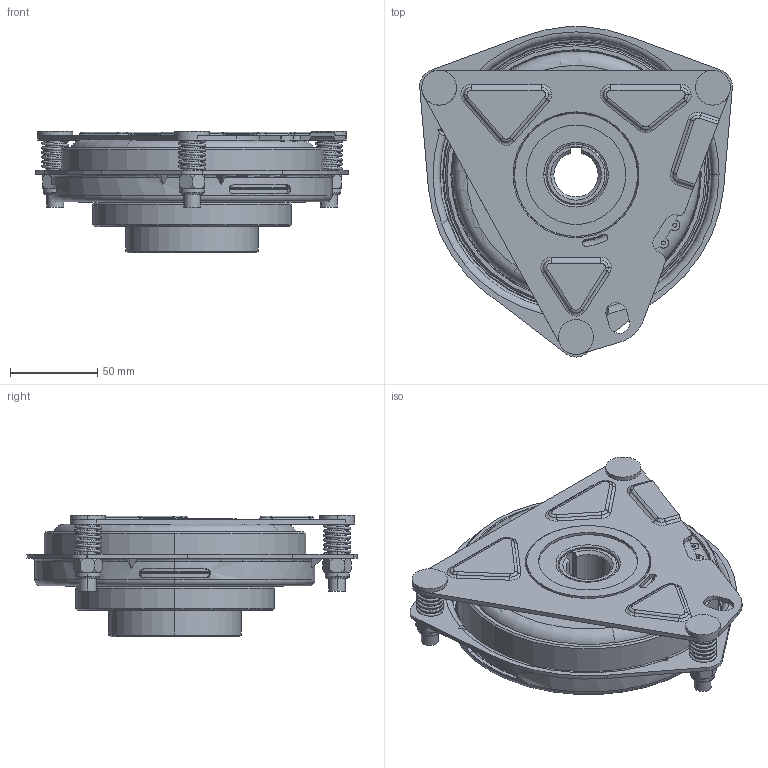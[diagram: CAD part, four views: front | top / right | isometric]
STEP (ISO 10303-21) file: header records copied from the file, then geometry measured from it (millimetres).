
FILE_DESCRIPTION (( 'STEP AP214' ), '1' );
FILE_NAME ('MA-GT-TRO11_電磁クラッチブレーキ.STEP', '2010-07-20T07:53:34', ( ' ' ), ( '' ), 'SwSTEP 2.0', 'SolidWorks 2007', '' );
FILE_SCHEMA (( 'AUTOMOTIVE_DESIGN' ));
Length unit declared in the file: millimetre
Products named in the file (1): MA-GT-TRO11_電磁クラッチブレーキ
Bounding box: 179.23 x 189.2 x 69.7 mm (x, y, z)
Volume: 711490.9 mm3; surface area: 250787.6 mm2
Topology: 1 solids, 19 shells, 986 faces, 2545 edges, 1626 vertices
Faces by surface type: cylinder 460, plane 345, torus 89, cone 80, bspline 12
Entity records: 47344 total; most frequent: CARTESIAN_POINT 11304, DIRECTION 5687, ORIENTED_EDGE 5090, EDGE_CURVE 2545, AXIS2_PLACEMENT_3D 2298, VERTEX_POINT 1626, CIRCLE 1323, EDGE_LOOP 1165
